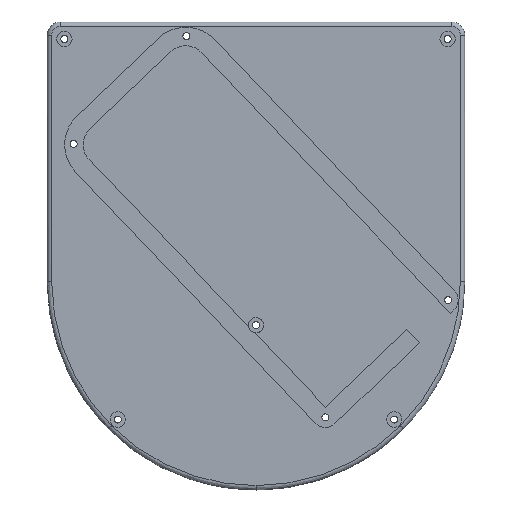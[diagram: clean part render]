
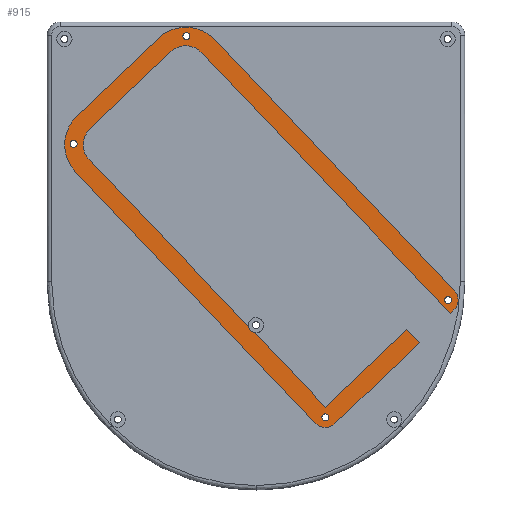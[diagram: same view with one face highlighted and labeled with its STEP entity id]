
A CAD part, top view. The second image highlights one B-rep face of the part: STEP entity #915.
In plain terms, the highlighted planar face has unit normal (0, 0, 1).
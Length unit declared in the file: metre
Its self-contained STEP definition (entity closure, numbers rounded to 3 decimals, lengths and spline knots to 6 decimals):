
#40=LINE('',#1369,#98);
#43=LINE('',#1377,#101);
#44=LINE('',#1381,#102);
#45=LINE('',#1385,#103);
#46=LINE('',#1387,#104);
#47=LINE('',#1391,#105);
#48=LINE('',#1395,#106);
#49=LINE('',#1399,#107);
#50=LINE('',#1403,#108);
#51=LINE('',#1405,#109);
#52=LINE('',#1407,#110);
#98=VECTOR('',#1114,1.);
#101=VECTOR('',#1121,1.);
#102=VECTOR('',#1124,1.);
#103=VECTOR('',#1127,1.);
#104=VECTOR('',#1128,1.);
#105=VECTOR('',#1131,1.);
#106=VECTOR('',#1134,1.);
#107=VECTOR('',#1137,1.);
#108=VECTOR('',#1140,1.);
#109=VECTOR('',#1141,1.);
#110=VECTOR('',#1142,1.);
#156=PLANE('',#995);
#191=ORIENTED_EDGE('',*,*,#443,.F.);
#192=ORIENTED_EDGE('',*,*,#444,.F.);
#193=ORIENTED_EDGE('',*,*,#445,.F.);
#194=ORIENTED_EDGE('',*,*,#446,.F.);
#195=ORIENTED_EDGE('',*,*,#447,.F.);
#196=ORIENTED_EDGE('',*,*,#448,.F.);
#197=ORIENTED_EDGE('',*,*,#449,.T.);
#198=ORIENTED_EDGE('',*,*,#450,.T.);
#199=ORIENTED_EDGE('',*,*,#451,.T.);
#200=ORIENTED_EDGE('',*,*,#452,.T.);
#201=ORIENTED_EDGE('',*,*,#453,.T.);
#202=ORIENTED_EDGE('',*,*,#454,.T.);
#203=ORIENTED_EDGE('',*,*,#455,.T.);
#204=ORIENTED_EDGE('',*,*,#456,.T.);
#205=ORIENTED_EDGE('',*,*,#457,.T.);
#206=ORIENTED_EDGE('',*,*,#458,.F.);
#207=ORIENTED_EDGE('',*,*,#459,.F.);
#208=ORIENTED_EDGE('',*,*,#440,.F.);
#209=ORIENTED_EDGE('',*,*,#460,.F.);
#210=ORIENTED_EDGE('',*,*,#461,.F.);
#211=ORIENTED_EDGE('',*,*,#462,.F.);
#212=ORIENTED_EDGE('',*,*,#463,.F.);
#440=EDGE_CURVE('',#565,#567,#40,.T.);
#443=EDGE_CURVE('',#569,#565,#655,.T.);
#444=EDGE_CURVE('',#570,#569,#43,.T.);
#445=EDGE_CURVE('',#571,#570,#656,.T.);
#446=EDGE_CURVE('',#572,#571,#44,.F.);
#447=EDGE_CURVE('',#573,#572,#657,.T.);
#448=EDGE_CURVE('',#574,#573,#45,.F.);
#449=EDGE_CURVE('',#574,#575,#46,.T.);
#450=EDGE_CURVE('',#575,#576,#658,.T.);
#451=EDGE_CURVE('',#576,#577,#47,.F.);
#452=EDGE_CURVE('',#577,#578,#659,.T.);
#453=EDGE_CURVE('',#578,#579,#48,.F.);
#454=EDGE_CURVE('',#579,#580,#660,.T.);
#455=EDGE_CURVE('',#580,#581,#49,.T.);
#456=EDGE_CURVE('',#581,#582,#661,.T.);
#457=EDGE_CURVE('',#582,#583,#50,.T.);
#458=EDGE_CURVE('',#584,#583,#51,.T.);
#459=EDGE_CURVE('',#567,#584,#52,.T.);
#460=EDGE_CURVE('',#585,#585,#662,.T.);
#461=EDGE_CURVE('',#586,#586,#663,.T.);
#462=EDGE_CURVE('',#587,#587,#664,.T.);
#463=EDGE_CURVE('',#588,#588,#665,.T.);
#565=VERTEX_POINT('',#1367);
#567=VERTEX_POINT('',#1370);
#569=VERTEX_POINT('',#1376);
#570=VERTEX_POINT('',#1378);
#571=VERTEX_POINT('',#1380);
#572=VERTEX_POINT('',#1382);
#573=VERTEX_POINT('',#1384);
#574=VERTEX_POINT('',#1386);
#575=VERTEX_POINT('',#1388);
#576=VERTEX_POINT('',#1390);
#577=VERTEX_POINT('',#1392);
#578=VERTEX_POINT('',#1394);
#579=VERTEX_POINT('',#1396);
#580=VERTEX_POINT('',#1398);
#581=VERTEX_POINT('',#1400);
#582=VERTEX_POINT('',#1402);
#583=VERTEX_POINT('',#1404);
#584=VERTEX_POINT('',#1406);
#585=VERTEX_POINT('',#1409);
#586=VERTEX_POINT('',#1411);
#587=VERTEX_POINT('',#1413);
#588=VERTEX_POINT('',#1415);
#655=CIRCLE('',#996,0.00175);
#656=CIRCLE('',#997,0.0049);
#657=CIRCLE('',#998,0.0049);
#658=CIRCLE('',#999,0.0031);
#659=CIRCLE('',#1000,0.0091);
#660=CIRCLE('',#1001,0.0091);
#661=CIRCLE('',#1002,0.0031);
#662=CIRCLE('',#1003,0.0008);
#663=CIRCLE('',#1004,0.0008);
#664=CIRCLE('',#1005,0.0008);
#665=CIRCLE('',#1006,0.0008);
#707=EDGE_LOOP('',(#191,#192,#193,#194,#195,#196,#197,#198,#199,#200,#201,
#202,#203,#204,#205,#206,#207,#208));
#708=EDGE_LOOP('',(#209));
#709=EDGE_LOOP('',(#210));
#710=EDGE_LOOP('',(#211));
#711=EDGE_LOOP('',(#212));
#801=FACE_BOUND('',#707,.T.);
#802=FACE_BOUND('',#708,.T.);
#803=FACE_BOUND('',#709,.T.);
#804=FACE_BOUND('',#710,.T.);
#805=FACE_BOUND('',#711,.T.);
#915=ADVANCED_FACE('',(#801,#802,#803,#804,#805),#156,.T.);
#995=AXIS2_PLACEMENT_3D('',#1374,#1117,#1118);
#996=AXIS2_PLACEMENT_3D('',#1375,#1119,#1120);
#997=AXIS2_PLACEMENT_3D('',#1379,#1122,#1123);
#998=AXIS2_PLACEMENT_3D('',#1383,#1125,#1126);
#999=AXIS2_PLACEMENT_3D('',#1389,#1129,#1130);
#1000=AXIS2_PLACEMENT_3D('',#1393,#1132,#1133);
#1001=AXIS2_PLACEMENT_3D('',#1397,#1135,#1136);
#1002=AXIS2_PLACEMENT_3D('',#1401,#1138,#1139);
#1003=AXIS2_PLACEMENT_3D('',#1408,#1143,#1144);
#1004=AXIS2_PLACEMENT_3D('',#1410,#1145,#1146);
#1005=AXIS2_PLACEMENT_3D('',#1412,#1147,#1148);
#1006=AXIS2_PLACEMENT_3D('',#1414,#1149,#1150);
#1114=DIRECTION('',(0.691,-0.723,0.));
#1117=DIRECTION('',(0.,0.,1.));
#1118=DIRECTION('',(1.,0.,0.));
#1119=DIRECTION('',(0.,0.,1.));
#1120=DIRECTION('',(1.,0.,0.));
#1121=DIRECTION('',(0.691,-0.723,0.));
#1122=DIRECTION('',(0.,0.,1.));
#1123=DIRECTION('',(1.,0.,0.));
#1124=DIRECTION('',(0.723,0.691,0.));
#1125=DIRECTION('',(0.,0.,1.));
#1126=DIRECTION('',(1.,0.,0.));
#1127=DIRECTION('',(0.691,-0.723,0.));
#1128=DIRECTION('',(0.723,0.691,0.));
#1129=DIRECTION('',(0.,0.,1.));
#1130=DIRECTION('',(1.,0.,0.));
#1131=DIRECTION('',(0.691,-0.723,0.));
#1132=DIRECTION('',(0.,0.,1.));
#1133=DIRECTION('',(1.,0.,0.));
#1134=DIRECTION('',(0.723,0.691,0.));
#1135=DIRECTION('',(0.,0.,1.));
#1136=DIRECTION('',(1.,0.,0.));
#1137=DIRECTION('',(0.691,-0.723,0.));
#1138=DIRECTION('',(0.,0.,1.));
#1139=DIRECTION('',(1.,0.,0.));
#1140=DIRECTION('',(0.723,0.691,0.));
#1141=DIRECTION('',(0.691,-0.723,0.));
#1142=DIRECTION('',(0.723,0.691,0.));
#1143=DIRECTION('',(0.,0.,1.));
#1144=DIRECTION('',(1.,0.,0.));
#1145=DIRECTION('',(0.,0.,1.));
#1146=DIRECTION('',(1.,0.,0.));
#1147=DIRECTION('',(0.,0.,1.));
#1148=DIRECTION('',(1.,0.,0.));
#1149=DIRECTION('',(0.,0.,1.));
#1150=DIRECTION('',(1.,0.,0.));
#1367=CARTESIAN_POINT('',(-0.000316,-0.025221,0.0309));
#1369=CARTESIAN_POINT('',(-0.011036,-0.013999,0.0309));
#1370=CARTESIAN_POINT('',(0.015834,-0.042128,0.0309));
#1374=CARTESIAN_POINT('',(0.,-0.007753,0.0309));
#1375=CARTESIAN_POINT('',(0.,-0.0235,0.0309));
#1376=CARTESIAN_POINT('',(-0.001734,-0.023737,0.0309));
#1377=CARTESIAN_POINT('',(-0.011036,-0.013999,0.0309));
#1378=CARTESIAN_POINT('',(-0.037975,0.014201,0.0309));
#1379=CARTESIAN_POINT('',(-0.034432,0.017586,0.0309));
#1380=CARTESIAN_POINT('',(-0.037816,0.021129,0.0309));
#1381=CARTESIAN_POINT('',(-0.028597,0.029936,0.0309));
#1382=CARTESIAN_POINT('',(-0.019378,0.038743,0.0309));
#1383=CARTESIAN_POINT('',(-0.015993,0.0352,0.0309));
#1384=CARTESIAN_POINT('',(-0.01245,0.038585,0.0309));
#1385=CARTESIAN_POINT('',(0.014489,0.010384,0.0309));
#1386=CARTESIAN_POINT('',(0.044261,-0.020781,0.0309));
#1387=CARTESIAN_POINT('',(0.031498,-0.032973,0.0309));
#1388=CARTESIAN_POINT('',(0.045056,-0.020022,0.0309));
#1389=CARTESIAN_POINT('',(0.042915,-0.01778,0.0309));
#1390=CARTESIAN_POINT('',(0.045156,-0.015639,0.0309));
#1391=CARTESIAN_POINT('',(0.017872,0.012924,0.0309));
#1392=CARTESIAN_POINT('',(-0.009413,0.041486,0.0309));
#1393=CARTESIAN_POINT('',(-0.015993,0.0352,0.0309));
#1394=CARTESIAN_POINT('',(-0.022279,0.04178,0.0309));
#1395=CARTESIAN_POINT('',(-0.031498,0.032973,0.0309));
#1396=CARTESIAN_POINT('',(-0.040718,0.024166,0.0309));
#1397=CARTESIAN_POINT('',(-0.034432,0.017586,0.0309));
#1398=CARTESIAN_POINT('',(-0.041012,0.0113,0.0309));
#1399=CARTESIAN_POINT('',(-0.013727,-0.017262,0.0309));
#1400=CARTESIAN_POINT('',(0.013557,-0.045824,0.0309));
#1401=CARTESIAN_POINT('',(0.015799,-0.043683,0.0309));
#1402=CARTESIAN_POINT('',(0.01794,-0.045925,0.0309));
#1403=CARTESIAN_POINT('',(0.031498,-0.032973,0.0309));
#1404=CARTESIAN_POINT('',(0.037174,-0.027551,0.0309));
#1405=CARTESIAN_POINT('',(0.035724,-0.026032,0.0309));
#1406=CARTESIAN_POINT('',(0.034273,-0.024514,0.0309));
#1407=CARTESIAN_POINT('',(0.028597,-0.029936,0.0309));
#1408=CARTESIAN_POINT('',(0.015781,-0.044476,0.0309));
#1409=CARTESIAN_POINT('',(0.016581,-0.044476,0.0309));
#1410=CARTESIAN_POINT('',(-0.041501,0.017748,0.0309));
#1411=CARTESIAN_POINT('',(-0.040701,0.017748,0.0309));
#1412=CARTESIAN_POINT('',(-0.015831,0.042269,0.0309));
#1413=CARTESIAN_POINT('',(-0.015031,0.042269,0.0309));
#1414=CARTESIAN_POINT('',(0.043708,-0.017798,0.0309));
#1415=CARTESIAN_POINT('',(0.044508,-0.017798,0.0309));
